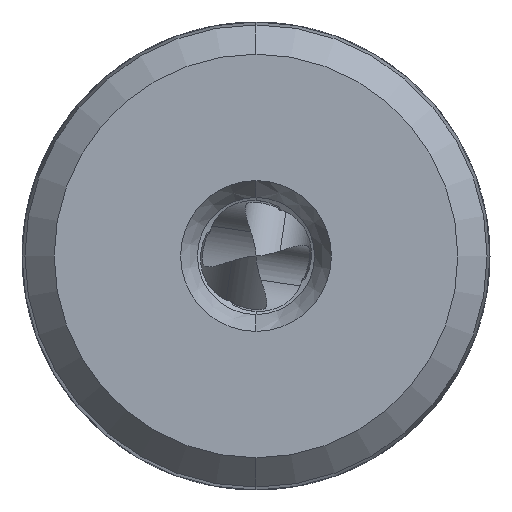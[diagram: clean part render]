
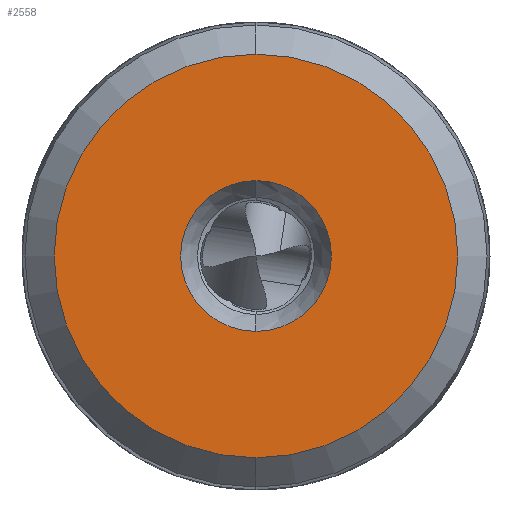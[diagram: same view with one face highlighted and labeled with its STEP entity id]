
A CAD part, left-side view. The second image highlights one B-rep face of the part: STEP entity #2558.
In plain terms, the highlighted planar face has unit normal (-1, 0, 0).
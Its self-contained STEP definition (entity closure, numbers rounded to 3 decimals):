
#37 = EDGE_LOOP ( 'NONE', ( #1332, #1330 ) ) ;
#41 = EDGE_LOOP ( 'NONE', ( #1307, #1308 ) ) ;
#187 = EDGE_CURVE ( 'NONE', #3260, #3262, #717, .T. ) ;
#188 = EDGE_CURVE ( 'NONE', #3309, #3306, #732, .T. ) ;
#717 = CIRCLE ( 'NONE', #765, 2.577 ) ;
#732 = CIRCLE ( 'NONE', #763, 6.9 ) ;
#763 = AXIS2_PLACEMENT_3D ( 'NONE', #3455, #3456, #3457 ) ;
#765 = AXIS2_PLACEMENT_3D ( 'NONE', #3452, #3453, #3454 ) ;
#1100 = CARTESIAN_POINT ( 'NONE',  ( -69.5, 0., 0. ) ) ;
#1101 = DIRECTION ( 'NONE',  ( 1., 0., 0. ) ) ;
#1102 = DIRECTION ( 'NONE',  ( 0., 0., -1. ) ) ;
#1115 = CARTESIAN_POINT ( 'NONE',  ( -69.5, 0., 0. ) ) ;
#1116 = DIRECTION ( 'NONE',  ( 1., 0., 0. ) ) ;
#1117 = DIRECTION ( 'NONE',  ( 0., 0., -1. ) ) ;
#1307 = ORIENTED_EDGE ( 'NONE', *, *, #2625, .T. ) ;
#1308 = ORIENTED_EDGE ( 'NONE', *, *, #187, .T. ) ;
#1330 = ORIENTED_EDGE ( 'NONE', *, *, #188, .F. ) ;
#1332 = ORIENTED_EDGE ( 'NONE', *, *, #2620, .F. ) ;
#1721 = CIRCLE ( 'NONE', #1730, 6.9 ) ;
#1730 = AXIS2_PLACEMENT_3D ( 'NONE', #1100, #1101, #1102 ) ;
#1741 = CIRCLE ( 'NONE', #1749, 2.577 ) ;
#1749 = AXIS2_PLACEMENT_3D ( 'NONE', #1115, #1116, #1117 ) ;
#1877 = AXIS2_PLACEMENT_3D ( 'NONE', #2960, #2957, #2965 ) ;
#2080 = CARTESIAN_POINT ( 'NONE',  ( -69.5, 0., 2.577 ) ) ;
#2081 = CARTESIAN_POINT ( 'NONE',  ( -69.5, 0., -6.9 ) ) ;
#2094 = CARTESIAN_POINT ( 'NONE',  ( -69.5, 0., -2.577 ) ) ;
#2118 = CARTESIAN_POINT ( 'NONE',  ( -69.5, 0., 6.9 ) ) ;
#2558 = ADVANCED_FACE ( 'NONE', ( #2961, #2955 ), #2963, .T. ) ;
#2620 = EDGE_CURVE ( 'NONE', #3306, #3309, #1721, .T. ) ;
#2625 = EDGE_CURVE ( 'NONE', #3262, #3260, #1741, .T. ) ;
#2955 = FACE_OUTER_BOUND ( 'NONE', #37, .T. ) ;
#2957 = DIRECTION ( 'NONE',  ( -1., 0., 0. ) ) ;
#2960 = CARTESIAN_POINT ( 'NONE',  ( -69.5, 6.9, 0. ) ) ;
#2961 = FACE_BOUND ( 'NONE', #41, .T. ) ;
#2963 = PLANE ( 'NONE',  #1877 ) ;
#2965 = DIRECTION ( 'NONE',  ( 0., 0., 1. ) ) ;
#3260 = VERTEX_POINT ( 'NONE', #2094 ) ;
#3262 = VERTEX_POINT ( 'NONE', #2080 ) ;
#3306 = VERTEX_POINT ( 'NONE', #2081 ) ;
#3309 = VERTEX_POINT ( 'NONE', #2118 ) ;
#3452 = CARTESIAN_POINT ( 'NONE',  ( -69.5, 0., 0. ) ) ;
#3453 = DIRECTION ( 'NONE',  ( 1., 0., 0. ) ) ;
#3454 = DIRECTION ( 'NONE',  ( 0., 0., -1. ) ) ;
#3455 = CARTESIAN_POINT ( 'NONE',  ( -69.5, 0., 0. ) ) ;
#3456 = DIRECTION ( 'NONE',  ( 1., 0., 0. ) ) ;
#3457 = DIRECTION ( 'NONE',  ( 0., 0., -1. ) ) ;
